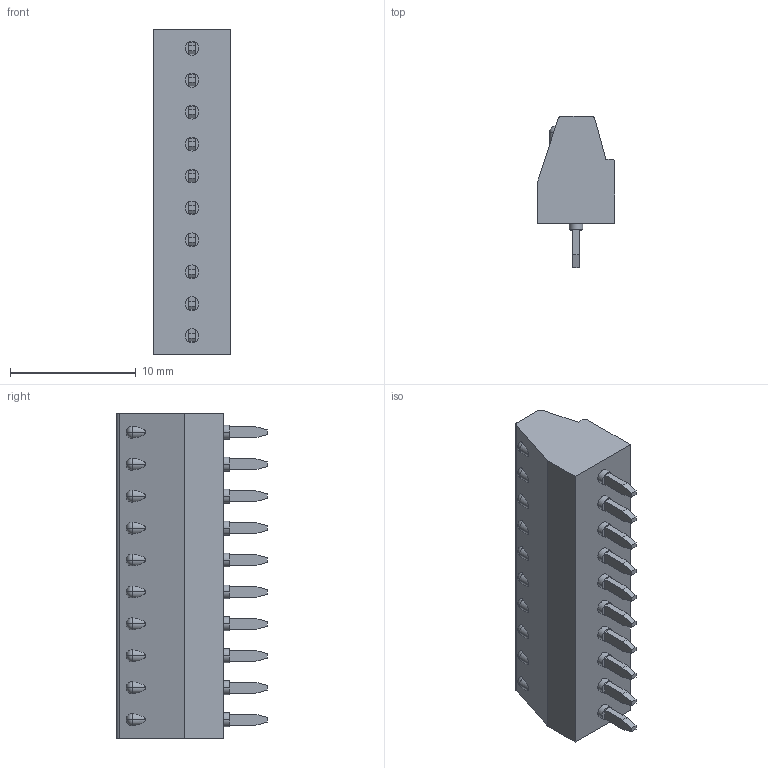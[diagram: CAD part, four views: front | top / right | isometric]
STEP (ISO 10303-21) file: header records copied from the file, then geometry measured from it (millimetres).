
FILE_DESCRIPTION(('STEP AP203'),'1');
FILE_NAME('1725737.stp','2020-10-14T06:06:39',('TraceParts'),('TraceParts S.A.'),'Spatial InterOp 3D',' ',' ');
FILE_SCHEMA(('CONFIG_CONTROL_DESIGN'));
Length unit declared in the file: millimetre
Products named in the file (1): 1
Bounding box: 6.2 x 12 x 25.86 mm (x, y, z)
Volume: 1035.8 mm3; surface area: 1214.4 mm2
Topology: 1 solids, 1 shells, 441 faces, 1095 edges, 700 vertices
Faces by surface type: plane 286, cylinder 135, sphere 20
Entity records: 13593 total; most frequent: CARTESIAN_POINT 2877, DIRECTION 2279, ORIENTED_EDGE 2150, EDGE_CURVE 1075, AXIS2_PLACEMENT_3D 782, LINE 715, VECTOR 715, VERTEX_POINT 700
